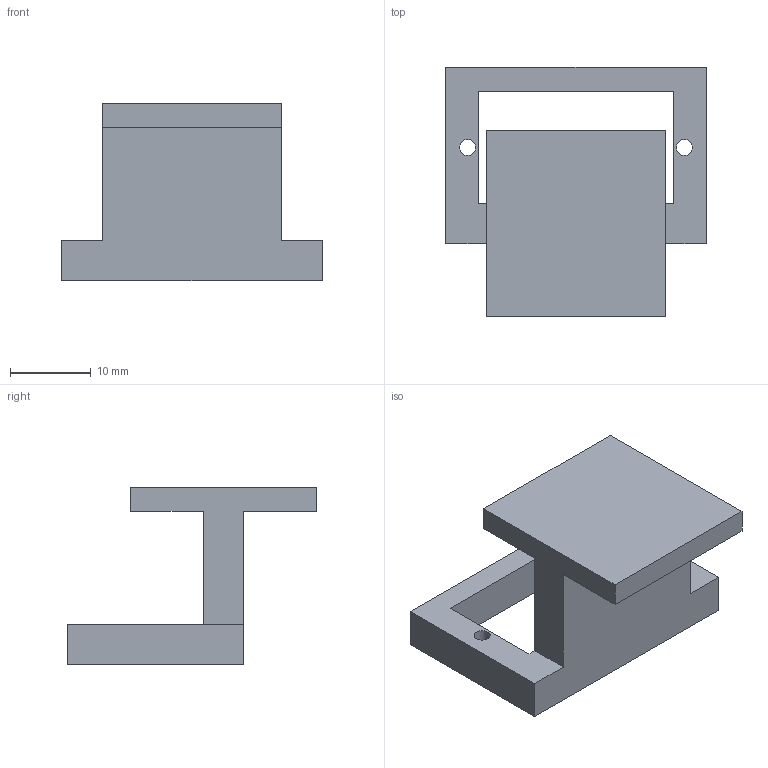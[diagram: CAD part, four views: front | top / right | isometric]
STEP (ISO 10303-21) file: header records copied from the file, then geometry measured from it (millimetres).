
FILE_DESCRIPTION(('STEP AP242'), '1');
FILE_NAME('櫻蠉錪_3', '', ('UNSPECIFIED'), ('UNSPECIFIED'), 'C3D Converter', 'C3D Toolkit', '');
FILE_SCHEMA(('AP242_MANAGED_MODEL_BASED_3D_ENGINEERING_MIM_LF { 1 0 10303 442 1 1 4 }'));
Length unit declared in the file: millimetre
Bounding box: 32.2 x 30.85 x 22 mm (x, y, z)
Volume: 4894.4 mm3; surface area: 3538.3 mm2
Topology: 1 solids, 1 shells, 21 faces, 60 edges, 40 vertices
Faces by surface type: plane 18, cylinder 3
Full cylindrical faces by diameter (mm): 2 x2
Entity records: 720 total; most frequent: CARTESIAN_POINT 126, ORIENTED_EDGE 116, DIRECTION 104, EDGE_CURVE 58, LINE 52, VECTOR 52, VERTEX_POINT 40, EDGE_LOOP 28
